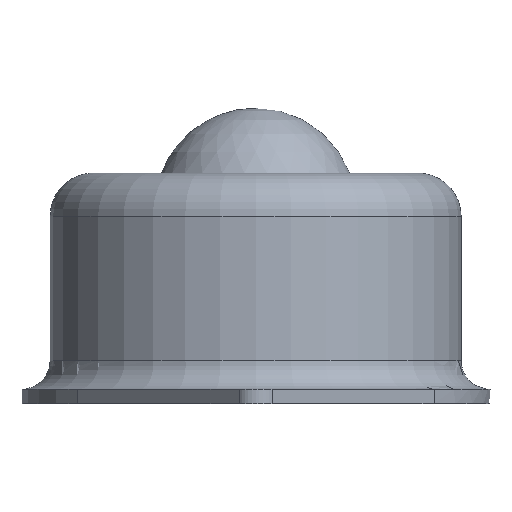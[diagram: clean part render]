
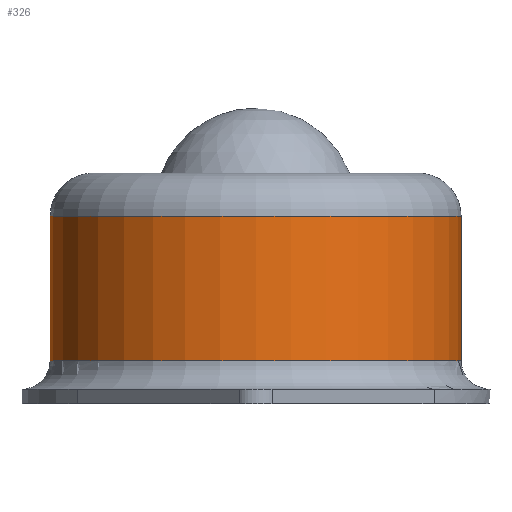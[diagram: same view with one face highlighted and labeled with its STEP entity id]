
A CAD part, front view. The second image highlights one B-rep face of the part: STEP entity #326.
In plain terms, the highlighted cylindrical face has radius 14.25 mm (diameter 28.5 mm), a full revolution.
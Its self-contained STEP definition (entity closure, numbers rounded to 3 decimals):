
#36=LINE('',#556,#56);
#56=VECTOR('',#445,14.25);
#76=CYLINDRICAL_SURFACE('',#380,14.25);
#95=FACE_OUTER_BOUND('',#115,.T.);
#115=EDGE_LOOP('',(#244,#245,#246,#247,#248));
#141=CIRCLE('',#379,14.25);
#142=CIRCLE('',#381,14.25);
#143=CIRCLE('',#382,14.25);
#165=VERTEX_POINT('',#551);
#166=VERTEX_POINT('',#555);
#167=VERTEX_POINT('',#557);
#195=EDGE_CURVE('',#165,#165,#141,.T.);
#196=EDGE_CURVE('',#165,#166,#36,.T.);
#197=EDGE_CURVE('',#167,#166,#142,.T.);
#198=EDGE_CURVE('',#166,#167,#143,.T.);
#244=ORIENTED_EDGE('',*,*,#195,.F.);
#245=ORIENTED_EDGE('',*,*,#196,.T.);
#246=ORIENTED_EDGE('',*,*,#197,.F.);
#247=ORIENTED_EDGE('',*,*,#198,.F.);
#248=ORIENTED_EDGE('',*,*,#196,.F.);
#326=ADVANCED_FACE('',(#95),#76,.T.);
#379=AXIS2_PLACEMENT_3D('',#553,#441,#442);
#380=AXIS2_PLACEMENT_3D('',#554,#443,#444);
#381=AXIS2_PLACEMENT_3D('',#558,#446,#447);
#382=AXIS2_PLACEMENT_3D('',#559,#448,#449);
#441=DIRECTION('center_axis',(0.,0.,1.));
#442=DIRECTION('ref_axis',(1.,0.,0.));
#443=DIRECTION('center_axis',(0.,0.,1.));
#444=DIRECTION('ref_axis',(1.,0.,0.));
#445=DIRECTION('',(0.,0.,-1.));
#446=DIRECTION('center_axis',(0.,0.,-1.));
#447=DIRECTION('ref_axis',(1.,0.,0.));
#448=DIRECTION('center_axis',(0.,0.,-1.));
#449=DIRECTION('ref_axis',(1.,0.,0.));
#551=CARTESIAN_POINT('',(-14.25,0.,13.));
#553=CARTESIAN_POINT('Origin',(0.,0.,13.));
#554=CARTESIAN_POINT('Origin',(0.,0.,1.));
#555=CARTESIAN_POINT('',(-14.25,0.,3.));
#556=CARTESIAN_POINT('',(-14.25,0.,1.));
#557=CARTESIAN_POINT('',(14.25,0.,3.));
#558=CARTESIAN_POINT('Origin',(0.,0.,3.));
#559=CARTESIAN_POINT('Origin',(0.,0.,3.));
